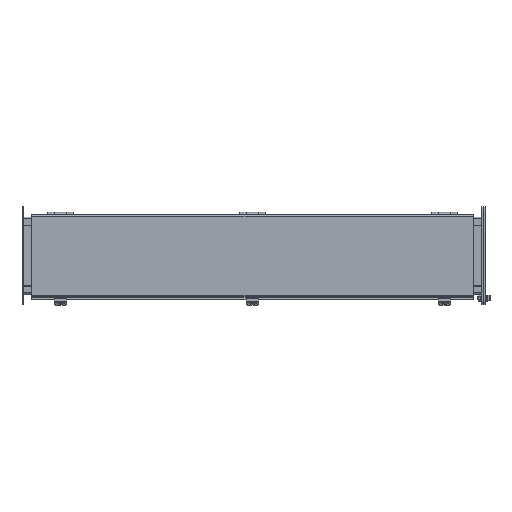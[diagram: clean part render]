
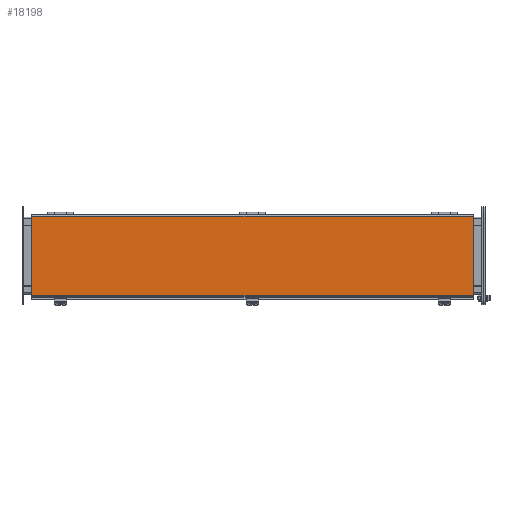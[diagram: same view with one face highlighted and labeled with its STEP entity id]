
A CAD part, top view. The second image highlights one B-rep face of the part: STEP entity #18198.
In plain terms, the highlighted planar face has unit normal (0, 0, 1).
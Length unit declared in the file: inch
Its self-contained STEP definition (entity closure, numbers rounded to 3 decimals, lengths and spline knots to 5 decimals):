
#2261 = LINE ( 'NONE', #3897, #15146 ) ;
#2595 = DIRECTION ( 'NONE',  ( 1., 0., 0. ) ) ;
#2672 = CARTESIAN_POINT ( 'NONE',  ( -17.234, 3.07957, 6.172 ) ) ;
#2745 = CARTESIAN_POINT ( 'NONE',  ( 17.234, -3.07943, 6.172 ) ) ;
#3595 = AXIS2_PLACEMENT_3D ( 'NONE', #21722, #6180, #2595 ) ;
#3897 = CARTESIAN_POINT ( 'NONE',  ( 17.234, -3.18743, 6.172 ) ) ;
#4233 = ORIENTED_EDGE ( 'NONE', *, *, #18346, .T. ) ;
#4749 = EDGE_CURVE ( 'NONE', #21686, #4966, #7879, .T. ) ;
#4966 = VERTEX_POINT ( 'NONE', #11213 ) ;
#5260 = VERTEX_POINT ( 'NONE', #17802 ) ;
#5392 = EDGE_CURVE ( 'NONE', #11121, #21686, #2261, .T. ) ;
#5765 = ORIENTED_EDGE ( 'NONE', *, *, #12143, .T. ) ;
#6180 = DIRECTION ( 'NONE',  ( 0., 0., 1. ) ) ;
#7879 = LINE ( 'NONE', #2672, #22543 ) ;
#7938 = CARTESIAN_POINT ( 'NONE',  ( -17.234, -3.18743, 6.172 ) ) ;
#9449 = DIRECTION ( 'NONE',  ( 0., 1., 0. ) ) ;
#11121 = VERTEX_POINT ( 'NONE', #2745 ) ;
#11213 = CARTESIAN_POINT ( 'NONE',  ( -17.234, 3.07957, 6.172 ) ) ;
#11641 = LINE ( 'NONE', #19171, #18401 ) ;
#11774 = LINE ( 'NONE', #7938, #15661 ) ;
#11990 = DIRECTION ( 'NONE',  ( 1., 0., 0. ) ) ;
#12143 = EDGE_CURVE ( 'NONE', #4966, #5260, #11774, .T. ) ;
#12766 = DIRECTION ( 'NONE',  ( -1., 0., 0. ) ) ;
#14991 = PLANE ( 'NONE',  #3595 ) ;
#15146 = VECTOR ( 'NONE', #9449, 39.37008 ) ;
#15469 = DIRECTION ( 'NONE',  ( 0., -1., 0. ) ) ;
#15661 = VECTOR ( 'NONE', #15469, 39.37008 ) ;
#17802 = CARTESIAN_POINT ( 'NONE',  ( -17.234, -3.07943, 6.172 ) ) ;
#18198 = ADVANCED_FACE ( 'NONE', ( #21837 ), #14991, .T. ) ;
#18346 = EDGE_CURVE ( 'NONE', #5260, #11121, #11641, .T. ) ;
#18401 = VECTOR ( 'NONE', #11990, 39.37008 ) ;
#18455 = CARTESIAN_POINT ( 'NONE',  ( 17.234, 3.07957, 6.172 ) ) ;
#18668 = ORIENTED_EDGE ( 'NONE', *, *, #4749, .T. ) ;
#19171 = CARTESIAN_POINT ( 'NONE',  ( -17.234, -3.07943, 6.172 ) ) ;
#20368 = ORIENTED_EDGE ( 'NONE', *, *, #5392, .T. ) ;
#21686 = VERTEX_POINT ( 'NONE', #18455 ) ;
#21708 = EDGE_LOOP ( 'NONE', ( #5765, #4233, #20368, #18668 ) ) ;
#21722 = CARTESIAN_POINT ( 'NONE',  ( -17.234, -3.18743, 6.172 ) ) ;
#21837 = FACE_OUTER_BOUND ( 'NONE', #21708, .T. ) ;
#22543 = VECTOR ( 'NONE', #12766, 39.37008 ) ;
